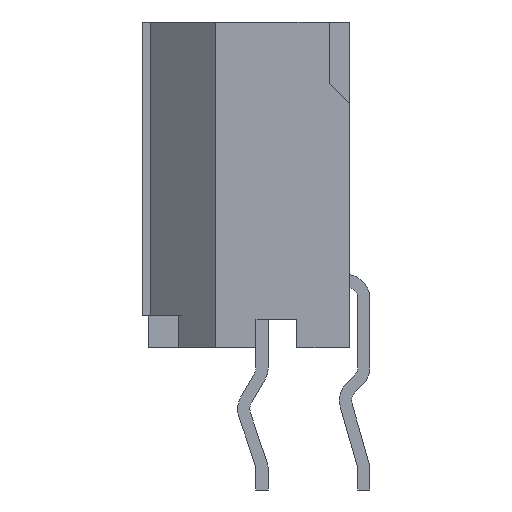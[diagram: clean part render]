
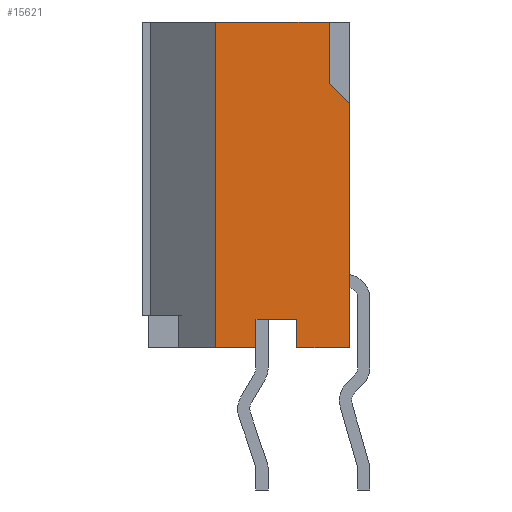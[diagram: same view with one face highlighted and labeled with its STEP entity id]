
A CAD part, left-side view. The second image highlights one B-rep face of the part: STEP entity #15621.
In plain terms, the highlighted planar face has unit normal (-1, 0, 0).
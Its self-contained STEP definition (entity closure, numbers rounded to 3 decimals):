
#21=DIRECTION('',(0.,-1.,0.));
#22=VECTOR('',#21,1.3);
#23=CARTESIAN_POINT('',(-11.7,1.3,-4.));
#24=LINE('',#23,#22);
#61=DIRECTION('',(0.,-1.,0.));
#62=VECTOR('',#61,1.);
#63=CARTESIAN_POINT('',(-11.7,3.3,-4.));
#64=LINE('',#63,#62);
#489=DIRECTION('',(0.,0.,1.));
#490=VECTOR('',#489,6.);
#491=CARTESIAN_POINT('',(-11.7,0.,-4.));
#492=LINE('',#491,#490);
#1001=DIRECTION('',(0.,0.,-1.));
#1002=VECTOR('',#1001,1.5);
#1003=CARTESIAN_POINT('',(-11.7,0.5,4.));
#1004=LINE('',#1003,#1002);
#1005=DIRECTION('',(0.,-0.707,-0.707));
#1006=VECTOR('',#1005,0.707);
#1007=CARTESIAN_POINT('',(-11.7,0.5,2.5));
#1008=LINE('',#1007,#1006);
#1009=DIRECTION('',(0.,0.,1.));
#1010=VECTOR('',#1009,0.7);
#1011=CARTESIAN_POINT('',(-11.7,1.3,-4.));
#1012=LINE('',#1011,#1010);
#1013=DIRECTION('',(0.,-1.,0.));
#1014=VECTOR('',#1013,1.);
#1015=CARTESIAN_POINT('',(-11.7,2.3,-3.3));
#1016=LINE('',#1015,#1014);
#1017=DIRECTION('',(0.,0.,1.));
#1018=VECTOR('',#1017,0.7);
#1019=CARTESIAN_POINT('',(-11.7,2.3,-4.));
#1020=LINE('',#1019,#1018);
#1021=DIRECTION('',(0.,0.,1.));
#1022=VECTOR('',#1021,8.);
#1023=CARTESIAN_POINT('',(-11.7,3.3,-4.));
#1024=LINE('',#1023,#1022);
#1645=DIRECTION('',(0.,-1.,0.));
#1646=VECTOR('',#1645,2.8);
#1647=CARTESIAN_POINT('',(-11.7,3.3,4.));
#1648=LINE('',#1647,#1646);
#11101=CARTESIAN_POINT('',(-11.7,3.3,4.));
#11102=VERTEX_POINT('',#11101);
#11103=CARTESIAN_POINT('',(-11.7,3.3,-4.));
#11104=VERTEX_POINT('',#11103);
#11113=CARTESIAN_POINT('',(-11.7,2.3,-4.));
#11114=CARTESIAN_POINT('',(-11.7,2.3,-3.3));
#11115=VERTEX_POINT('',#11113);
#11116=VERTEX_POINT('',#11114);
#11117=CARTESIAN_POINT('',(-11.7,1.3,-3.3));
#11118=VERTEX_POINT('',#11117);
#11119=CARTESIAN_POINT('',(-11.7,1.3,-4.));
#11120=VERTEX_POINT('',#11119);
#11125=CARTESIAN_POINT('',(-11.7,0.,-4.));
#11126=VERTEX_POINT('',#11125);
#11512=CARTESIAN_POINT('',(-11.7,0.5,4.));
#11513=CARTESIAN_POINT('',(-11.7,0.5,2.5));
#11514=VERTEX_POINT('',#11512);
#11515=VERTEX_POINT('',#11513);
#11516=CARTESIAN_POINT('',(-11.7,0.,2.));
#11517=VERTEX_POINT('',#11516);
#15599=CARTESIAN_POINT('',(-11.7,3.3,-4.));
#15600=DIRECTION('',(-1.,0.,0.));
#15601=DIRECTION('',(0.,-1.,0.));
#15602=AXIS2_PLACEMENT_3D('',#15599,#15600,#15601);
#15603=PLANE('',#15602);
#15604=ORIENTED_EDGE('',*,*,#15322,.T.);
#15605=ORIENTED_EDGE('',*,*,#15024,.T.);
#15606=ORIENTED_EDGE('',*,*,#14875,.F.);
#15607=ORIENTED_EDGE('',*,*,#14601,.F.);
#15609=ORIENTED_EDGE('',*,*,#15608,.T.);
#15611=ORIENTED_EDGE('',*,*,#15610,.F.);
#15613=ORIENTED_EDGE('',*,*,#15612,.F.);
#15614=ORIENTED_EDGE('',*,*,#14637,.F.);
#15616=ORIENTED_EDGE('',*,*,#15615,.T.);
#15618=ORIENTED_EDGE('',*,*,#15617,.T.);
#15619=EDGE_LOOP('',(#15604,#15605,#15606,#15607,#15609,#15611,#15613,#15614,
#15616,#15618));
#15620=FACE_OUTER_BOUND('',#15619,.F.);
#15621=ADVANCED_FACE('',(#15620),#15603,.T.);
#14601=EDGE_CURVE('',#11120,#11126,#24,.T.);
#14637=EDGE_CURVE('',#11104,#11115,#64,.T.);
#14875=EDGE_CURVE('',#11126,#11517,#492,.T.);
#15024=EDGE_CURVE('',#11515,#11517,#1008,.T.);
#15322=EDGE_CURVE('',#11514,#11515,#1004,.T.);
#15608=EDGE_CURVE('',#11120,#11118,#1012,.T.);
#15610=EDGE_CURVE('',#11116,#11118,#1016,.T.);
#15612=EDGE_CURVE('',#11115,#11116,#1020,.T.);
#15615=EDGE_CURVE('',#11104,#11102,#1024,.T.);
#15617=EDGE_CURVE('',#11102,#11514,#1648,.T.);
